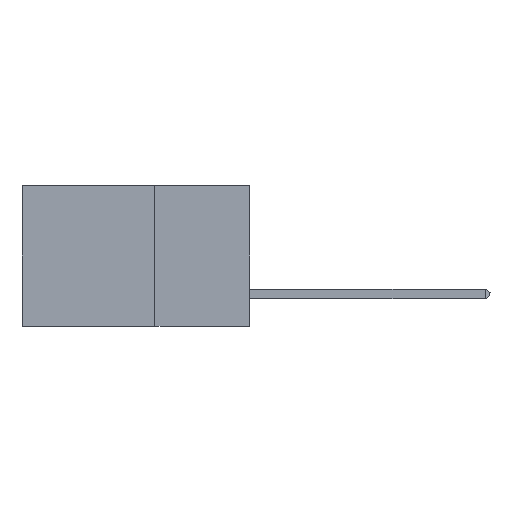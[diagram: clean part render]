
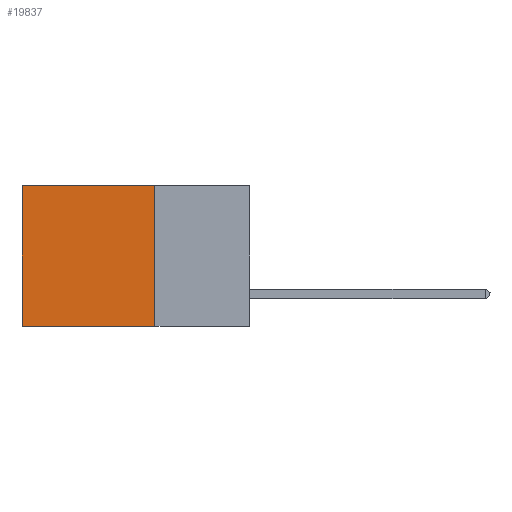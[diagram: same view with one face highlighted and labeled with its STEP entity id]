
A CAD part, left-side view. The second image highlights one B-rep face of the part: STEP entity #19837.
In plain terms, the highlighted planar face has unit normal (-1, 0, 0).
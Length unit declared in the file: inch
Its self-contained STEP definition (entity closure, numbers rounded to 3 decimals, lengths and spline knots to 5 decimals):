
#1376 = PLANE ( 'NONE',  #17723 ) ;
#2693 = VERTEX_POINT ( 'NONE', #4422 ) ;
#3002 = DIRECTION ( 'NONE',  ( 0., 1., 0. ) ) ;
#4282 = CARTESIAN_POINT ( 'NONE',  ( 0.2875, 0.6, -0.37 ) ) ;
#4422 = CARTESIAN_POINT ( 'NONE',  ( 0.2875, 0.25, 0. ) ) ;
#4995 = FACE_OUTER_BOUND ( 'NONE', #14113, .T. ) ;
#5206 = ORIENTED_EDGE ( 'NONE', *, *, #17619, .T. ) ;
#5999 = VECTOR ( 'NONE', #3002, 39.37008 ) ;
#6344 = LINE ( 'NONE', #13994, #16915 ) ;
#7081 = VECTOR ( 'NONE', #10326, 39.37008 ) ;
#7318 = EDGE_CURVE ( 'NONE', #2693, #9118, #12805, .T. ) ;
#8958 = ORIENTED_EDGE ( 'NONE', *, *, #14651, .T. ) ;
#9118 = VERTEX_POINT ( 'NONE', #15510 ) ;
#10326 = DIRECTION ( 'NONE',  ( 0., 0., -1. ) ) ;
#10561 = VERTEX_POINT ( 'NONE', #16297 ) ;
#10676 = DIRECTION ( 'NONE',  ( 0., 0., -1. ) ) ;
#12267 = ORIENTED_EDGE ( 'NONE', *, *, #17289, .F. ) ;
#12465 = DIRECTION ( 'NONE',  ( 0., 1., 0. ) ) ;
#12805 = LINE ( 'NONE', #13216, #7081 ) ;
#13003 = ORIENTED_EDGE ( 'NONE', *, *, #7318, .F. ) ;
#13196 = VERTEX_POINT ( 'NONE', #4282 ) ;
#13216 = CARTESIAN_POINT ( 'NONE',  ( 0.2875, 0.25, 0. ) ) ;
#13645 = LINE ( 'NONE', #16448, #19624 ) ;
#13994 = CARTESIAN_POINT ( 'NONE',  ( 0.2875, 0.25, 0. ) ) ;
#14113 = EDGE_LOOP ( 'NONE', ( #5206, #12267, #13003, #8958 ) ) ;
#14651 = EDGE_CURVE ( 'NONE', #2693, #10561, #6344, .T. ) ;
#14975 = CARTESIAN_POINT ( 'NONE',  ( 0.2875, 0.25, 0. ) ) ;
#15510 = CARTESIAN_POINT ( 'NONE',  ( 0.2875, 0.25, -0.37 ) ) ;
#15945 = DIRECTION ( 'NONE',  ( 1., 0., 0. ) ) ;
#16297 = CARTESIAN_POINT ( 'NONE',  ( 0.2875, 0.6, 0. ) ) ;
#16448 = CARTESIAN_POINT ( 'NONE',  ( 0.2875, 0.6, 0. ) ) ;
#16915 = VECTOR ( 'NONE', #12465, 39.37008 ) ;
#17289 = EDGE_CURVE ( 'NONE', #9118, #13196, #17503, .T. ) ;
#17503 = LINE ( 'NONE', #18275, #5999 ) ;
#17619 = EDGE_CURVE ( 'NONE', #10561, #13196, #13645, .T. ) ;
#17723 = AXIS2_PLACEMENT_3D ( 'NONE', #14975, #15945, #10676 ) ;
#17795 = DIRECTION ( 'NONE',  ( 0., 0., -1. ) ) ;
#18275 = CARTESIAN_POINT ( 'NONE',  ( 0.2875, 0.25, -0.37 ) ) ;
#19624 = VECTOR ( 'NONE', #17795, 39.37008 ) ;
#19837 = ADVANCED_FACE ( 'NONE', ( #4995 ), #1376, .F. ) ;
